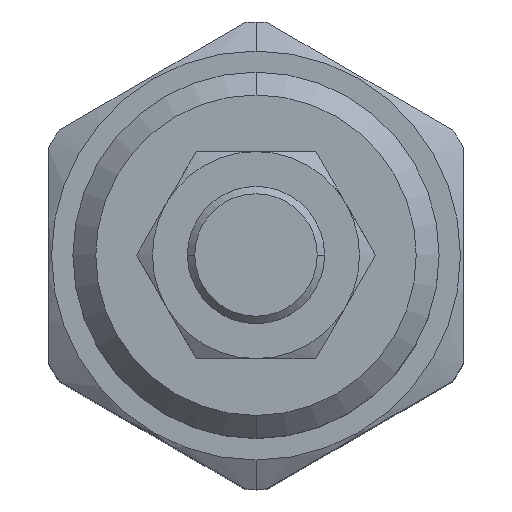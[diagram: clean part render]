
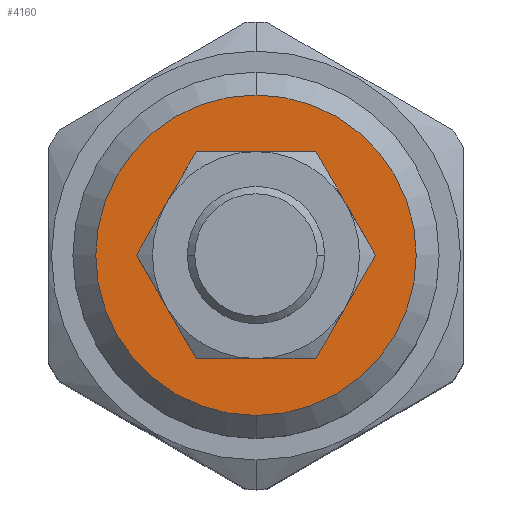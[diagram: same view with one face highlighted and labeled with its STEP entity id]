
A CAD part, top view. The second image highlights one B-rep face of the part: STEP entity #4160.
In plain terms, the highlighted planar face has unit normal (0, 0, 1).
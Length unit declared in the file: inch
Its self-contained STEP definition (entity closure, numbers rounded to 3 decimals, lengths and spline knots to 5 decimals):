
#1191=CARTESIAN_POINT('',(0.,0.,5.073));
#1192=DIRECTION('',(0.,0.,1.));
#1193=DIRECTION('',(0.,-1.,0.));
#1194=AXIS2_PLACEMENT_3D('',#1191,#1192,#1193);
#1209=CARTESIAN_POINT('',(0.,0.,5.073));
#1210=DIRECTION('',(0.,0.,1.));
#1211=DIRECTION('',(0.867,-0.498,0.));
#1212=AXIS2_PLACEMENT_3D('',#1209,#1210,#1211);
#1214=DIRECTION('',(-0.5,0.866,0.));
#1215=VECTOR('',#1214,0.00129);
#1216=CARTESIAN_POINT('',(0.24367,0.13994,5.073));
#1217=LINE('',#1216,#1215);
#1218=CARTESIAN_POINT('',(0.,0.,5.073));
#1219=DIRECTION('',(0.,0.,1.));
#1220=DIRECTION('',(0.865,0.502,0.));
#1221=AXIS2_PLACEMENT_3D('',#1218,#1219,#1220);
#1223=DIRECTION('',(-1.,0.,0.));
#1224=VECTOR('',#1223,0.00129);
#1225=CARTESIAN_POINT('',(0.00064,0.281,5.073));
#1226=LINE('',#1225,#1224);
#1227=CARTESIAN_POINT('',(0.,0.,5.073));
#1228=DIRECTION('',(0.,0.,1.));
#1229=DIRECTION('',(-0.002,1.,0.));
#1230=AXIS2_PLACEMENT_3D('',#1227,#1228,#1229);
#1232=DIRECTION('',(-0.5,-0.866,0.));
#1233=VECTOR('',#1232,0.00129);
#1234=CARTESIAN_POINT('',(-0.24303,0.14106,5.073));
#1235=LINE('',#1234,#1233);
#1236=CARTESIAN_POINT('',(0.,0.,5.073));
#1237=DIRECTION('',(0.,0.,1.));
#1238=DIRECTION('',(-0.867,0.498,0.));
#1239=AXIS2_PLACEMENT_3D('',#1236,#1237,#1238);
#1241=DIRECTION('',(0.5,-0.866,0.));
#1242=VECTOR('',#1241,0.00129);
#1243=CARTESIAN_POINT('',(-0.24367,-0.13994,5.073));
#1244=LINE('',#1243,#1242);
#1245=CARTESIAN_POINT('',(0.,0.,5.073));
#1246=DIRECTION('',(0.,0.,1.));
#1247=DIRECTION('',(-0.865,-0.502,0.));
#1248=AXIS2_PLACEMENT_3D('',#1245,#1246,#1247);
#1250=DIRECTION('',(1.,0.,0.));
#1251=VECTOR('',#1250,0.00129);
#1252=CARTESIAN_POINT('',(-0.00064,-0.281,5.073));
#1253=LINE('',#1252,#1251);
#1254=CARTESIAN_POINT('',(0.,0.,5.073));
#1255=DIRECTION('',(0.,0.,1.));
#1256=DIRECTION('',(0.002,-1.,0.));
#1257=AXIS2_PLACEMENT_3D('',#1254,#1255,#1256);
#1259=DIRECTION('',(0.5,0.866,0.));
#1260=VECTOR('',#1259,0.00129);
#1261=CARTESIAN_POINT('',(0.24303,-0.14106,5.073));
#1262=LINE('',#1261,#1260);
#1263=CARTESIAN_POINT('',(0.,0.,5.073));
#1264=DIRECTION('',(0.,0.,1.));
#1265=DIRECTION('',(0.,1.,0.));
#1266=AXIS2_PLACEMENT_3D('',#1263,#1264,#1265);
#2409=CARTESIAN_POINT('',(0.,0.435,5.073));
#2410=CARTESIAN_POINT('',(0.,-0.435,5.073));
#2411=VERTEX_POINT('',#2409);
#2412=VERTEX_POINT('',#2410);
#2535=CARTESIAN_POINT('',(0.24367,-0.13994,5.073));
#2536=CARTESIAN_POINT('',(0.24367,0.13994,5.073));
#2537=VERTEX_POINT('',#2535);
#2538=VERTEX_POINT('',#2536);
#2539=CARTESIAN_POINT('',(0.24303,0.14106,5.073));
#2540=CARTESIAN_POINT('',(0.00064,0.281,5.073));
#2541=VERTEX_POINT('',#2539);
#2542=VERTEX_POINT('',#2540);
#2543=CARTESIAN_POINT('',(-0.00064,0.281,5.073));
#2544=CARTESIAN_POINT('',(-0.24303,0.14106,5.073));
#2545=VERTEX_POINT('',#2543);
#2546=VERTEX_POINT('',#2544);
#2547=CARTESIAN_POINT('',(-0.24367,0.13994,5.073));
#2548=CARTESIAN_POINT('',(-0.24367,-0.13994,5.073));
#2549=VERTEX_POINT('',#2547);
#2550=VERTEX_POINT('',#2548);
#2551=CARTESIAN_POINT('',(-0.24303,-0.14106,5.073));
#2552=CARTESIAN_POINT('',(-0.00064,-0.281,5.073));
#2553=VERTEX_POINT('',#2551);
#2554=VERTEX_POINT('',#2552);
#2555=CARTESIAN_POINT('',(0.00064,-0.281,5.073));
#2556=CARTESIAN_POINT('',(0.24303,-0.14106,5.073));
#2557=VERTEX_POINT('',#2555);
#2558=VERTEX_POINT('',#2556);
#4124=CARTESIAN_POINT('',(0.,0.,5.073));
#4125=DIRECTION('',(0.,0.,1.));
#4126=DIRECTION('',(0.,1.,0.));
#4127=AXIS2_PLACEMENT_3D('',#4124,#4125,#4126);
#4128=PLANE('',#4127);
#4129=ORIENTED_EDGE('',*,*,#4114,.F.);
#4131=ORIENTED_EDGE('',*,*,#4130,.F.);
#4132=EDGE_LOOP('',(#4129,#4131));
#4133=FACE_OUTER_BOUND('',#4132,.F.);
#4135=ORIENTED_EDGE('',*,*,#4134,.T.);
#4137=ORIENTED_EDGE('',*,*,#4136,.T.);
#4139=ORIENTED_EDGE('',*,*,#4138,.T.);
#4141=ORIENTED_EDGE('',*,*,#4140,.T.);
#4143=ORIENTED_EDGE('',*,*,#4142,.T.);
#4145=ORIENTED_EDGE('',*,*,#4144,.T.);
#4147=ORIENTED_EDGE('',*,*,#4146,.T.);
#4149=ORIENTED_EDGE('',*,*,#4148,.T.);
#4151=ORIENTED_EDGE('',*,*,#4150,.T.);
#4153=ORIENTED_EDGE('',*,*,#4152,.T.);
#4155=ORIENTED_EDGE('',*,*,#4154,.T.);
#4157=ORIENTED_EDGE('',*,*,#4156,.T.);
#4158=EDGE_LOOP('',(#4135,#4137,#4139,#4141,#4143,#4145,#4147,#4149,#4151,#4153,
#4155,#4157));
#4159=FACE_BOUND('',#4158,.F.);
#4160=ADVANCED_FACE('',(#4133,#4159),#4128,.T.);
#1195=CIRCLE('',#1194,0.435);
#1213=CIRCLE('',#1212,0.281);
#1222=CIRCLE('',#1221,0.281);
#1231=CIRCLE('',#1230,0.281);
#1240=CIRCLE('',#1239,0.281);
#1249=CIRCLE('',#1248,0.281);
#1258=CIRCLE('',#1257,0.281);
#1267=CIRCLE('',#1266,0.435);
#4114=EDGE_CURVE('',#2412,#2411,#1195,.T.);
#4130=EDGE_CURVE('',#2411,#2412,#1267,.T.);
#4134=EDGE_CURVE('',#2537,#2538,#1213,.T.);
#4136=EDGE_CURVE('',#2538,#2541,#1217,.T.);
#4138=EDGE_CURVE('',#2541,#2542,#1222,.T.);
#4140=EDGE_CURVE('',#2542,#2545,#1226,.T.);
#4142=EDGE_CURVE('',#2545,#2546,#1231,.T.);
#4144=EDGE_CURVE('',#2546,#2549,#1235,.T.);
#4146=EDGE_CURVE('',#2549,#2550,#1240,.T.);
#4148=EDGE_CURVE('',#2550,#2553,#1244,.T.);
#4150=EDGE_CURVE('',#2553,#2554,#1249,.T.);
#4152=EDGE_CURVE('',#2554,#2557,#1253,.T.);
#4154=EDGE_CURVE('',#2557,#2558,#1258,.T.);
#4156=EDGE_CURVE('',#2558,#2537,#1262,.T.);
